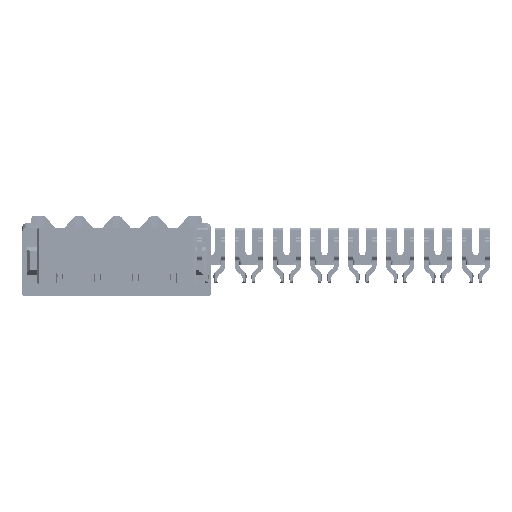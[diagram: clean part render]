
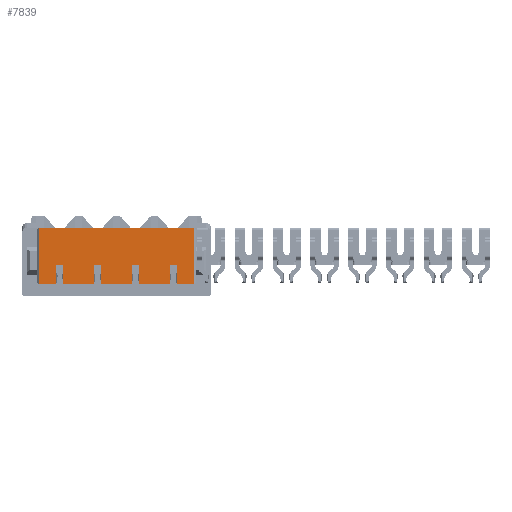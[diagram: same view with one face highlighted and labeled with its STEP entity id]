
A CAD part, front view. The second image highlights one B-rep face of the part: STEP entity #7839.
In plain terms, the highlighted face is planar.
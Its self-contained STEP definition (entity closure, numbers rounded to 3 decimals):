
#367=LINE('',#17907,#1304);
#372=LINE('',#17917,#1309);
#375=LINE('',#17923,#1312);
#747=LINE('',#18777,#1684);
#749=LINE('',#18781,#1686);
#751=LINE('',#18785,#1688);
#753=LINE('',#18789,#1690);
#755=LINE('',#18793,#1692);
#757=LINE('',#18797,#1694);
#759=LINE('',#18801,#1696);
#761=LINE('',#18805,#1698);
#763=LINE('',#18809,#1700);
#765=LINE('',#18813,#1702);
#767=LINE('',#18817,#1704);
#769=LINE('',#18821,#1706);
#771=LINE('',#18825,#1708);
#772=LINE('',#18827,#1709);
#773=LINE('',#18829,#1710);
#774=LINE('',#18831,#1711);
#775=LINE('',#18833,#1712);
#1304=VECTOR('',#9187,1000.);
#1309=VECTOR('',#9196,1000.);
#1312=VECTOR('',#9203,1000.);
#1684=VECTOR('',#10001,1000.);
#1686=VECTOR('',#10005,1000.);
#1688=VECTOR('',#10009,1000.);
#1690=VECTOR('',#10013,1000.);
#1692=VECTOR('',#10017,1000.);
#1694=VECTOR('',#10021,1000.);
#1696=VECTOR('',#10025,1000.);
#1698=VECTOR('',#10029,1000.);
#1700=VECTOR('',#10033,1000.);
#1702=VECTOR('',#10037,1000.);
#1704=VECTOR('',#10041,1000.);
#1706=VECTOR('',#10045,1000.);
#1708=VECTOR('',#10049,1000.);
#1709=VECTOR('',#10052,1000.);
#1710=VECTOR('',#10055,1000.);
#1711=VECTOR('',#10058,1000.);
#1712=VECTOR('',#10061,1000.);
#3596=ORIENTED_EDGE('',*,*,#4742,.F.);
#3597=ORIENTED_EDGE('',*,*,#5205,.F.);
#3598=ORIENTED_EDGE('',*,*,#5204,.T.);
#3599=ORIENTED_EDGE('',*,*,#5203,.F.);
#3600=ORIENTED_EDGE('',*,*,#5202,.T.);
#3601=ORIENTED_EDGE('',*,*,#5201,.F.);
#3602=ORIENTED_EDGE('',*,*,#5199,.F.);
#3603=ORIENTED_EDGE('',*,*,#5197,.F.);
#3604=ORIENTED_EDGE('',*,*,#5195,.F.);
#3605=ORIENTED_EDGE('',*,*,#5193,.F.);
#3606=ORIENTED_EDGE('',*,*,#5191,.F.);
#3607=ORIENTED_EDGE('',*,*,#5189,.F.);
#3608=ORIENTED_EDGE('',*,*,#5187,.F.);
#3609=ORIENTED_EDGE('',*,*,#5185,.F.);
#3610=ORIENTED_EDGE('',*,*,#5183,.F.);
#3611=ORIENTED_EDGE('',*,*,#5181,.F.);
#3612=ORIENTED_EDGE('',*,*,#5179,.F.);
#3613=ORIENTED_EDGE('',*,*,#5177,.F.);
#3614=ORIENTED_EDGE('',*,*,#4745,.F.);
#3615=ORIENTED_EDGE('',*,*,#4737,.F.);
#4737=EDGE_CURVE('',#5823,#5824,#367,.T.);
#4742=EDGE_CURVE('',#5826,#5823,#372,.T.);
#4745=EDGE_CURVE('',#5824,#5828,#375,.T.);
#5177=EDGE_CURVE('',#5828,#6097,#747,.T.);
#5179=EDGE_CURVE('',#6097,#6098,#749,.T.);
#5181=EDGE_CURVE('',#6098,#6099,#751,.T.);
#5183=EDGE_CURVE('',#6099,#6100,#753,.T.);
#5185=EDGE_CURVE('',#6100,#6101,#755,.T.);
#5187=EDGE_CURVE('',#6101,#6102,#757,.T.);
#5189=EDGE_CURVE('',#6102,#6103,#759,.T.);
#5191=EDGE_CURVE('',#6103,#6104,#761,.T.);
#5193=EDGE_CURVE('',#6104,#6105,#763,.T.);
#5195=EDGE_CURVE('',#6105,#6106,#765,.T.);
#5197=EDGE_CURVE('',#6106,#6107,#767,.T.);
#5199=EDGE_CURVE('',#6107,#6108,#769,.T.);
#5201=EDGE_CURVE('',#6108,#5966,#771,.T.);
#5202=EDGE_CURVE('',#6083,#5966,#772,.T.);
#5203=EDGE_CURVE('',#6083,#6081,#773,.T.);
#5204=EDGE_CURVE('',#6095,#6081,#774,.T.);
#5205=EDGE_CURVE('',#6095,#5826,#775,.T.);
#5823=VERTEX_POINT('',#17906);
#5824=VERTEX_POINT('',#17908);
#5826=VERTEX_POINT('',#17916);
#5828=VERTEX_POINT('',#17924);
#5966=VERTEX_POINT('',#18283);
#6081=VERTEX_POINT('',#18705);
#6083=VERTEX_POINT('',#18711);
#6095=VERTEX_POINT('',#18766);
#6097=VERTEX_POINT('',#18778);
#6098=VERTEX_POINT('',#18782);
#6099=VERTEX_POINT('',#18786);
#6100=VERTEX_POINT('',#18790);
#6101=VERTEX_POINT('',#18794);
#6102=VERTEX_POINT('',#18798);
#6103=VERTEX_POINT('',#18802);
#6104=VERTEX_POINT('',#18806);
#6105=VERTEX_POINT('',#18810);
#6106=VERTEX_POINT('',#18814);
#6107=VERTEX_POINT('',#18818);
#6108=VERTEX_POINT('',#18822);
#6716=EDGE_LOOP('',(#3596,#3597,#3598,#3599,#3600,#3601,#3602,#3603,#3604,
#3605,#3606,#3607,#3608,#3609,#3610,#3611,#3612,#3613,#3614,#3615));
#7127=FACE_BOUND('',#6716,.T.);
#7484=PLANE('',#8436);
#7839=ADVANCED_FACE('',(#7127),#7484,.T.);
#8436=AXIS2_PLACEMENT_3D('',#18834,#10062,#10063);
#9187=DIRECTION('',(1.,0.,0.));
#9196=DIRECTION('',(0.,0.,1.));
#9203=DIRECTION('',(0.,0.,-1.));
#10001=DIRECTION('',(1.,0.,0.));
#10005=DIRECTION('',(0.,0.,1.));
#10009=DIRECTION('',(1.,0.,0.));
#10013=DIRECTION('',(0.,0.,-1.));
#10017=DIRECTION('',(1.,0.,0.));
#10021=DIRECTION('',(0.,0.,1.));
#10025=DIRECTION('',(1.,0.,0.));
#10029=DIRECTION('',(0.,0.,-1.));
#10033=DIRECTION('',(1.,0.,0.));
#10037=DIRECTION('',(0.,0.,1.));
#10041=DIRECTION('',(1.,0.,0.));
#10045=DIRECTION('',(0.,0.,-1.));
#10049=DIRECTION('',(1.,0.,0.));
#10052=DIRECTION('',(0.,0.,-1.));
#10055=DIRECTION('',(-1.,0.,0.));
#10058=DIRECTION('',(0.,0.,1.));
#10061=DIRECTION('',(1.,0.,0.));
#10062=DIRECTION('',(0.,1.,0.));
#10063=DIRECTION('',(0.,0.,1.));
#17906=CARTESIAN_POINT('',(-1.275,2.9,-0.2));
#17907=CARTESIAN_POINT('',(0.,2.9,-0.2));
#17908=CARTESIAN_POINT('',(-1.125,2.9,-0.2));
#17916=CARTESIAN_POINT('',(-1.275,2.9,-0.6));
#17917=CARTESIAN_POINT('',(-1.275,2.9,-0.6));
#17923=CARTESIAN_POINT('',(-1.125,2.9,-0.2));
#17924=CARTESIAN_POINT('',(-1.125,2.9,-0.6));
#18283=CARTESIAN_POINT('',(1.64,2.9,-0.6));
#18705=CARTESIAN_POINT('',(-1.64,2.9,0.6));
#18711=CARTESIAN_POINT('',(1.64,2.9,0.6));
#18766=CARTESIAN_POINT('',(-1.64,2.9,-0.6));
#18777=CARTESIAN_POINT('',(0.,2.9,-0.6));
#18778=CARTESIAN_POINT('',(-0.475,2.9,-0.6));
#18781=CARTESIAN_POINT('',(-0.475,2.9,-0.6));
#18782=CARTESIAN_POINT('',(-0.475,2.9,-0.2));
#18785=CARTESIAN_POINT('',(0.,2.9,-0.2));
#18786=CARTESIAN_POINT('',(-0.325,2.9,-0.2));
#18789=CARTESIAN_POINT('',(-0.325,2.9,-0.2));
#18790=CARTESIAN_POINT('',(-0.325,2.9,-0.6));
#18793=CARTESIAN_POINT('',(0.,2.9,-0.6));
#18794=CARTESIAN_POINT('',(0.325,2.9,-0.6));
#18797=CARTESIAN_POINT('',(0.325,2.9,-0.6));
#18798=CARTESIAN_POINT('',(0.325,2.9,-0.2));
#18801=CARTESIAN_POINT('',(0.,2.9,-0.2));
#18802=CARTESIAN_POINT('',(0.475,2.9,-0.2));
#18805=CARTESIAN_POINT('',(0.475,2.9,-0.2));
#18806=CARTESIAN_POINT('',(0.475,2.9,-0.6));
#18809=CARTESIAN_POINT('',(0.,2.9,-0.6));
#18810=CARTESIAN_POINT('',(1.125,2.9,-0.6));
#18813=CARTESIAN_POINT('',(1.125,2.9,-0.6));
#18814=CARTESIAN_POINT('',(1.125,2.9,-0.2));
#18817=CARTESIAN_POINT('',(1.275,2.9,-0.2));
#18818=CARTESIAN_POINT('',(1.275,2.9,-0.2));
#18821=CARTESIAN_POINT('',(1.275,2.9,-0.2));
#18822=CARTESIAN_POINT('',(1.275,2.9,-0.6));
#18825=CARTESIAN_POINT('',(0.,2.9,-0.6));
#18827=CARTESIAN_POINT('',(1.64,2.9,0.));
#18829=CARTESIAN_POINT('',(0.,2.9,0.6));
#18831=CARTESIAN_POINT('',(-1.64,2.9,0.));
#18833=CARTESIAN_POINT('',(0.,2.9,-0.6));
#18834=CARTESIAN_POINT('',(0.,2.9,0.));
